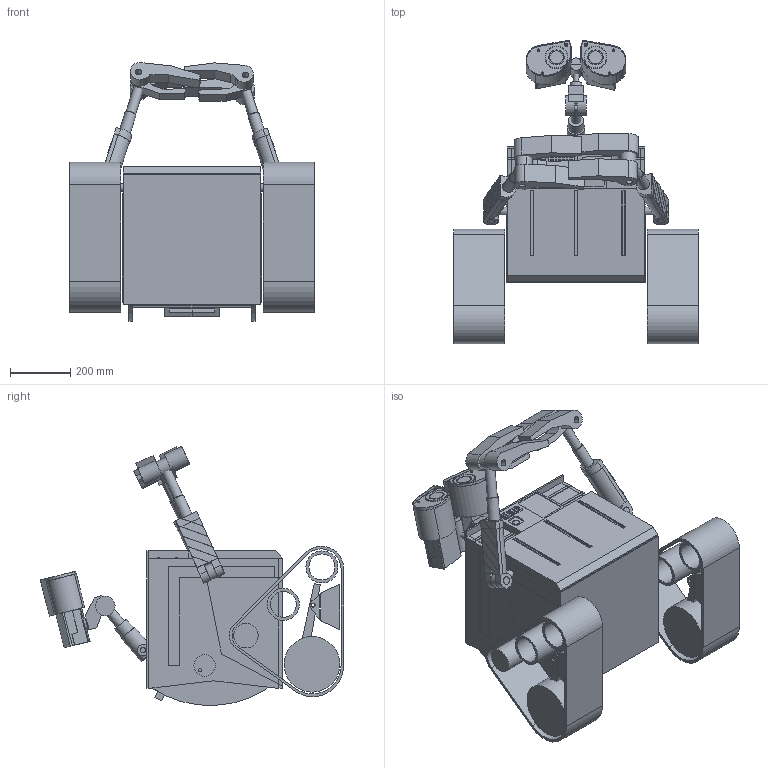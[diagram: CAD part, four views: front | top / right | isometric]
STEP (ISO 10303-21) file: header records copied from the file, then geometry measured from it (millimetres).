
FILE_DESCRIPTION((('zoo.dev export')), '2;1');
FILE_NAME('dump.step', '2024-12-03T16:54:07.376511574+00:00', ('Author unknown'), ('Organization unknown'), 'zoo.dev beta', 'zoo.dev', 'Authorization unknown');
FILE_SCHEMA(('AP203_CONFIGURATION_CONTROLLED_3D_DESIGN_OF_MECHANICAL_PARTS_AND_ASSEMBLIES_MIM_LF'));
Length unit declared in the file: metre
Products named in the file (67): UNIDENTIFIED_PRODUCT
Bounding box: 812.8 x 1008.82 x 860.97 mm (x, y, z)
Volume: 53394450.3 mm3; surface area: 6331759.2 mm2
Topology: 94 solids, 98 shells, 698 faces, 1426 edges, 950 vertices
Faces by surface type: plane 549, cylinder 149
Full cylindrical faces by diameter (mm): 5.08 x5, 7.62 x6, 10.16 x4, 12.7 x4, 17.272 x1, 18.288 x1, 20.32 x4, 21.336 x1, 23.368 x1, 25.4 x6, 26.416 x4, 33.02 x8, 38.1 x3, 45.72 x2, 50.292 x3, 50.8 x2, 58.42 x2, 65.024 x2, 71.12 x2, 73.66 x4, 76.2 x2, 81.28 x2, 86.36 x4, 106.68 x4, 184.785 x2
Entity records: 17956 total; most frequent: CARTESIAN_POINT 3078, ORIENTED_EDGE 2698, DIRECTION 2573, EDGE_CURVE 1428, VECTOR 1130, LINE 1130, AXIS2_PLACEMENT_3D 996, VERTEX_POINT 952
